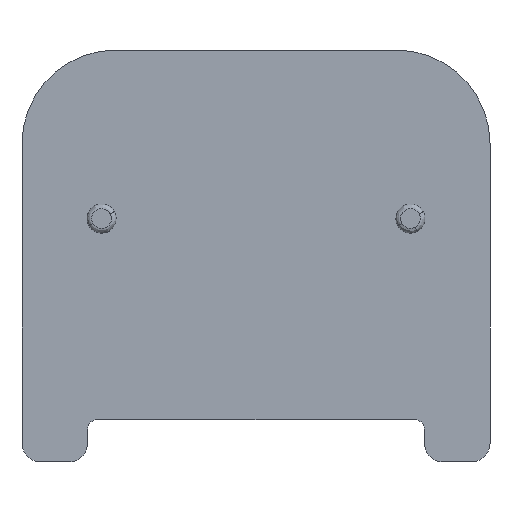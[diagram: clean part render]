
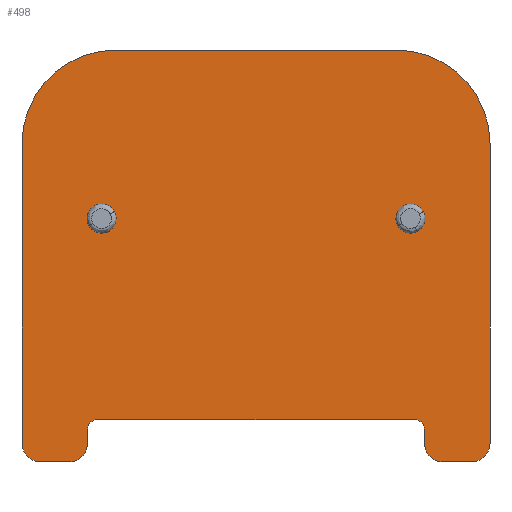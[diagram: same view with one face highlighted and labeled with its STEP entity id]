
A CAD part, left-side view. The second image highlights one B-rep face of the part: STEP entity #498.
In plain terms, the highlighted planar face has unit normal (-1, 0, 0).
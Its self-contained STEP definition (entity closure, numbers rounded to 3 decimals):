
#204=AXIS2_PLACEMENT_3D('Circle Axis2P3D',#202,#203,$) ;
#237=AXIS2_PLACEMENT_3D('Circle Axis2P3D',#235,#236,$) ;
#308=AXIS2_PLACEMENT_3D('Plane Axis2P3D',#305,#306,#307) ;
#312=AXIS2_PLACEMENT_3D('Circle Axis2P3D',#310,#311,$) ;
#328=AXIS2_PLACEMENT_3D('Circle Axis2P3D',#326,#327,$) ;
#342=AXIS2_PLACEMENT_3D('Circle Axis2P3D',#340,#341,$) ;
#356=AXIS2_PLACEMENT_3D('Circle Axis2P3D',#354,#355,$) ;
#370=AXIS2_PLACEMENT_3D('Circle Axis2P3D',#368,#369,$) ;
#384=AXIS2_PLACEMENT_3D('Circle Axis2P3D',#382,#383,$) ;
#398=AXIS2_PLACEMENT_3D('Circle Axis2P3D',#396,#397,$) ;
#412=AXIS2_PLACEMENT_3D('Circle Axis2P3D',#410,#411,$) ;
#202=CARTESIAN_POINT('Axis2P3D Location',(2.5,41.5,26.)) ;
#206=CARTESIAN_POINT('Vertex',(2.5,41.5,27.45)) ;
#208=CARTESIAN_POINT('Vertex',(2.5,41.5,24.55)) ;
#235=CARTESIAN_POINT('Axis2P3D Location',(2.5,41.5,26.)) ;
#305=CARTESIAN_POINT('Axis2P3D Location',(2.5,25.,4.5)) ;
#310=CARTESIAN_POINT('Axis2P3D Location',(2.5,8.,3.5)) ;
#314=CARTESIAN_POINT('Vertex',(2.5,8.,4.5)) ;
#316=CARTESIAN_POINT('Vertex',(2.5,7.,3.5)) ;
#319=CARTESIAN_POINT('Line Origine',(2.5,7.,2.75)) ;
#323=CARTESIAN_POINT('Vertex',(2.5,7.,2.)) ;
#326=CARTESIAN_POINT('Axis2P3D Location',(2.5,5.,2.)) ;
#330=CARTESIAN_POINT('Vertex',(2.5,5.,0.)) ;
#333=CARTESIAN_POINT('Line Origine',(2.5,3.5,0.)) ;
#337=CARTESIAN_POINT('Vertex',(2.5,2.,0.)) ;
#340=CARTESIAN_POINT('Axis2P3D Location',(2.5,2.,2.)) ;
#344=CARTESIAN_POINT('Vertex',(2.5,0.,2.)) ;
#347=CARTESIAN_POINT('Line Origine',(2.5,0.,18.)) ;
#351=CARTESIAN_POINT('Vertex',(2.5,0.,34.)) ;
#354=CARTESIAN_POINT('Axis2P3D Location',(2.5,10.,34.)) ;
#358=CARTESIAN_POINT('Vertex',(2.5,10.,44.)) ;
#361=CARTESIAN_POINT('Line Origine',(2.5,25.,44.)) ;
#365=CARTESIAN_POINT('Vertex',(2.5,40.,44.)) ;
#368=CARTESIAN_POINT('Axis2P3D Location',(2.5,40.,34.)) ;
#372=CARTESIAN_POINT('Vertex',(2.5,50.,34.)) ;
#375=CARTESIAN_POINT('Line Origine',(2.5,50.,18.)) ;
#379=CARTESIAN_POINT('Vertex',(2.5,50.,2.)) ;
#382=CARTESIAN_POINT('Axis2P3D Location',(2.5,48.,2.)) ;
#386=CARTESIAN_POINT('Vertex',(2.5,48.,0.)) ;
#389=CARTESIAN_POINT('Line Origine',(2.5,46.5,0.)) ;
#393=CARTESIAN_POINT('Vertex',(2.5,45.,0.)) ;
#396=CARTESIAN_POINT('Axis2P3D Location',(2.5,45.,2.)) ;
#400=CARTESIAN_POINT('Vertex',(2.5,43.,2.)) ;
#403=CARTESIAN_POINT('Line Origine',(2.5,43.,2.75)) ;
#407=CARTESIAN_POINT('Vertex',(2.5,43.,3.5)) ;
#410=CARTESIAN_POINT('Axis2P3D Location',(2.5,42.,3.5)) ;
#414=CARTESIAN_POINT('Vertex',(2.5,42.,4.5)) ;
#417=CARTESIAN_POINT('Line Origine',(2.5,25.,4.5)) ;
#445=CARTESIAN_POINT('Control Point',(2.5,8.5,27.45)) ;
#446=CARTESIAN_POINT('Control Point',(2.5,8.677,27.45)) ;
#447=CARTESIAN_POINT('Control Point',(2.5,8.854,27.423)) ;
#448=CARTESIAN_POINT('Control Point',(2.5,9.025,27.369)) ;
#449=CARTESIAN_POINT('Control Point',(2.5,9.346,27.21)) ;
#450=CARTESIAN_POINT('Control Point',(2.5,9.606,26.963)) ;
#451=CARTESIAN_POINT('Control Point',(2.5,9.715,26.821)) ;
#452=CARTESIAN_POINT('Control Point',(2.5,9.887,26.507)) ;
#453=CARTESIAN_POINT('Control Point',(2.5,9.958,26.156)) ;
#454=CARTESIAN_POINT('Control Point',(2.5,9.966,25.976)) ;
#455=CARTESIAN_POINT('Control Point',(2.5,9.927,25.62)) ;
#456=CARTESIAN_POINT('Control Point',(2.5,9.784,25.292)) ;
#457=CARTESIAN_POINT('Control Point',(2.5,9.688,25.14)) ;
#458=CARTESIAN_POINT('Control Point',(2.5,9.452,24.871)) ;
#459=CARTESIAN_POINT('Control Point',(2.5,9.147,24.684)) ;
#460=CARTESIAN_POINT('Control Point',(2.5,8.981,24.615)) ;
#461=CARTESIAN_POINT('Control Point',(2.5,8.781,24.566)) ;
#462=CARTESIAN_POINT('Control Point',(2.5,8.579,24.552)) ;
#463=CARTESIAN_POINT('Control Point',(2.5,8.552,24.551)) ;
#464=CARTESIAN_POINT('Control Point',(2.5,8.526,24.55)) ;
#465=CARTESIAN_POINT('Control Point',(2.5,8.5,24.55)) ;
#466=CARTESIAN_POINT('Vertex',(2.5,8.5,27.45)) ;
#468=CARTESIAN_POINT('Vertex',(2.5,8.5,24.55)) ;
#472=CARTESIAN_POINT('Control Point',(2.5,8.5,24.55)) ;
#473=CARTESIAN_POINT('Control Point',(2.5,8.323,24.55)) ;
#474=CARTESIAN_POINT('Control Point',(2.5,8.146,24.577)) ;
#475=CARTESIAN_POINT('Control Point',(2.5,7.975,24.631)) ;
#476=CARTESIAN_POINT('Control Point',(2.5,7.654,24.79)) ;
#477=CARTESIAN_POINT('Control Point',(2.5,7.394,25.037)) ;
#478=CARTESIAN_POINT('Control Point',(2.5,7.285,25.179)) ;
#479=CARTESIAN_POINT('Control Point',(2.5,7.113,25.493)) ;
#480=CARTESIAN_POINT('Control Point',(2.5,7.042,25.844)) ;
#481=CARTESIAN_POINT('Control Point',(2.5,7.034,26.024)) ;
#482=CARTESIAN_POINT('Control Point',(2.5,7.073,26.38)) ;
#483=CARTESIAN_POINT('Control Point',(2.5,7.216,26.708)) ;
#484=CARTESIAN_POINT('Control Point',(2.5,7.312,26.86)) ;
#485=CARTESIAN_POINT('Control Point',(2.5,7.548,27.129)) ;
#486=CARTESIAN_POINT('Control Point',(2.5,7.853,27.316)) ;
#487=CARTESIAN_POINT('Control Point',(2.5,8.019,27.385)) ;
#488=CARTESIAN_POINT('Control Point',(2.5,8.219,27.434)) ;
#489=CARTESIAN_POINT('Control Point',(2.5,8.421,27.448)) ;
#490=CARTESIAN_POINT('Control Point',(2.5,8.448,27.449)) ;
#491=CARTESIAN_POINT('Control Point',(2.5,8.474,27.45)) ;
#492=CARTESIAN_POINT('Control Point',(2.5,8.5,27.45)) ;
#203=DIRECTION('Axis2P3D Direction',(-1.,0.,0.)) ;
#236=DIRECTION('Axis2P3D Direction',(-1.,0.,0.)) ;
#306=DIRECTION('Axis2P3D Direction',(1.,0.,0.)) ;
#307=DIRECTION('Axis2P3D XDirection',(0.,1.,0.)) ;
#311=DIRECTION('Axis2P3D Direction',(1.,0.,0.)) ;
#320=DIRECTION('Vector Direction',(0.,0.,-1.)) ;
#327=DIRECTION('Axis2P3D Direction',(1.,0.,0.)) ;
#334=DIRECTION('Vector Direction',(0.,1.,0.)) ;
#341=DIRECTION('Axis2P3D Direction',(1.,0.,0.)) ;
#348=DIRECTION('Vector Direction',(0.,0.,-1.)) ;
#355=DIRECTION('Axis2P3D Direction',(1.,0.,0.)) ;
#362=DIRECTION('Vector Direction',(0.,1.,0.)) ;
#369=DIRECTION('Axis2P3D Direction',(1.,0.,0.)) ;
#376=DIRECTION('Vector Direction',(0.,0.,-1.)) ;
#383=DIRECTION('Axis2P3D Direction',(1.,0.,0.)) ;
#390=DIRECTION('Vector Direction',(0.,1.,0.)) ;
#397=DIRECTION('Axis2P3D Direction',(1.,0.,0.)) ;
#404=DIRECTION('Vector Direction',(0.,0.,-1.)) ;
#411=DIRECTION('Axis2P3D Direction',(1.,0.,0.)) ;
#418=DIRECTION('Vector Direction',(0.,1.,0.)) ;
#321=VECTOR('Line Direction',#320,1.) ;
#335=VECTOR('Line Direction',#334,1.) ;
#349=VECTOR('Line Direction',#348,1.) ;
#363=VECTOR('Line Direction',#362,1.) ;
#377=VECTOR('Line Direction',#376,1.) ;
#391=VECTOR('Line Direction',#390,1.) ;
#405=VECTOR('Line Direction',#404,1.) ;
#419=VECTOR('Line Direction',#418,1.) ;
#423=ORIENTED_EDGE('',*,*,#318,.T.) ;
#424=ORIENTED_EDGE('',*,*,#325,.T.) ;
#425=ORIENTED_EDGE('',*,*,#332,.F.) ;
#426=ORIENTED_EDGE('',*,*,#339,.F.) ;
#427=ORIENTED_EDGE('',*,*,#346,.F.) ;
#428=ORIENTED_EDGE('',*,*,#353,.F.) ;
#429=ORIENTED_EDGE('',*,*,#360,.F.) ;
#430=ORIENTED_EDGE('',*,*,#367,.T.) ;
#431=ORIENTED_EDGE('',*,*,#374,.F.) ;
#432=ORIENTED_EDGE('',*,*,#381,.T.) ;
#433=ORIENTED_EDGE('',*,*,#388,.F.) ;
#434=ORIENTED_EDGE('',*,*,#395,.F.) ;
#435=ORIENTED_EDGE('',*,*,#402,.F.) ;
#436=ORIENTED_EDGE('',*,*,#409,.F.) ;
#437=ORIENTED_EDGE('',*,*,#416,.T.) ;
#438=ORIENTED_EDGE('',*,*,#421,.F.) ;
#441=ORIENTED_EDGE('',*,*,#210,.F.) ;
#442=ORIENTED_EDGE('',*,*,#239,.F.) ;
#495=ORIENTED_EDGE('',*,*,#470,.F.) ;
#496=ORIENTED_EDGE('',*,*,#493,.F.) ;
#443=FACE_BOUND('',#440,.T.) ;
#497=FACE_BOUND('',#494,.T.) ;
#498=ADVANCED_FACE('K\X2\00F6\X0\rper.2 ( *SOL1 - wsp *MASTER -  )',(#439,#443,#497),#309,.F.) ;
#444=B_SPLINE_CURVE_WITH_KNOTS('',5,(#445,#446,#447,#448,#449,#450,#451,#452,#453,#454,#455,#456,#457,#458,#459,#460,#461,#462,#463,#464,#465),.UNSPECIFIED.,.F.,.U.,(6,3,3,3,3,3,6),(0.,1.251,2.503,3.754,5.005,6.257,6.442),.UNSPECIFIED.) ;
#471=B_SPLINE_CURVE_WITH_KNOTS('',5,(#472,#473,#474,#475,#476,#477,#478,#479,#480,#481,#482,#483,#484,#485,#486,#487,#488,#489,#490,#491,#492),.UNSPECIFIED.,.F.,.U.,(6,3,3,3,3,3,6),(0.,1.251,2.503,3.754,5.005,6.257,6.442),.UNSPECIFIED.) ;
#205=CIRCLE('generated circle',#204,1.45) ;
#238=CIRCLE('generated circle',#237,1.45) ;
#313=CIRCLE('generated circle',#312,1.) ;
#329=CIRCLE('generated circle',#328,2.) ;
#343=CIRCLE('generated circle',#342,2.) ;
#357=CIRCLE('generated circle',#356,10.) ;
#371=CIRCLE('generated circle',#370,10.) ;
#385=CIRCLE('generated circle',#384,2.) ;
#399=CIRCLE('generated circle',#398,2.) ;
#413=CIRCLE('generated circle',#412,1.) ;
#210=EDGE_CURVE('',#207,#209,#205,.T.) ;
#239=EDGE_CURVE('',#209,#207,#238,.T.) ;
#318=EDGE_CURVE('',#315,#317,#313,.T.) ;
#325=EDGE_CURVE('',#317,#324,#322,.T.) ;
#332=EDGE_CURVE('',#331,#324,#329,.T.) ;
#339=EDGE_CURVE('',#338,#331,#336,.T.) ;
#346=EDGE_CURVE('',#345,#338,#343,.T.) ;
#353=EDGE_CURVE('',#352,#345,#350,.T.) ;
#360=EDGE_CURVE('',#359,#352,#357,.T.) ;
#367=EDGE_CURVE('',#359,#366,#364,.T.) ;
#374=EDGE_CURVE('',#373,#366,#371,.T.) ;
#381=EDGE_CURVE('',#373,#380,#378,.T.) ;
#388=EDGE_CURVE('',#387,#380,#385,.T.) ;
#395=EDGE_CURVE('',#394,#387,#392,.T.) ;
#402=EDGE_CURVE('',#401,#394,#399,.T.) ;
#409=EDGE_CURVE('',#408,#401,#406,.T.) ;
#416=EDGE_CURVE('',#408,#415,#413,.T.) ;
#421=EDGE_CURVE('',#315,#415,#420,.T.) ;
#470=EDGE_CURVE('',#467,#469,#444,.T.) ;
#493=EDGE_CURVE('',#469,#467,#471,.T.) ;
#422=EDGE_LOOP('',(#423,#424,#425,#426,#427,#428,#429,#430,#431,#432,#433,#434,#435,#436,#437,#438)) ;
#440=EDGE_LOOP('',(#441,#442)) ;
#494=EDGE_LOOP('',(#495,#496)) ;
#439=FACE_OUTER_BOUND('',#422,.T.) ;
#322=LINE('Line',#319,#321) ;
#336=LINE('Line',#333,#335) ;
#350=LINE('Line',#347,#349) ;
#364=LINE('Line',#361,#363) ;
#378=LINE('Line',#375,#377) ;
#392=LINE('Line',#389,#391) ;
#406=LINE('Line',#403,#405) ;
#420=LINE('Line',#417,#419) ;
#309=PLANE('',#308) ;
#207=VERTEX_POINT('',#206) ;
#209=VERTEX_POINT('',#208) ;
#315=VERTEX_POINT('',#314) ;
#317=VERTEX_POINT('',#316) ;
#324=VERTEX_POINT('',#323) ;
#331=VERTEX_POINT('',#330) ;
#338=VERTEX_POINT('',#337) ;
#345=VERTEX_POINT('',#344) ;
#352=VERTEX_POINT('',#351) ;
#359=VERTEX_POINT('',#358) ;
#366=VERTEX_POINT('',#365) ;
#373=VERTEX_POINT('',#372) ;
#380=VERTEX_POINT('',#379) ;
#387=VERTEX_POINT('',#386) ;
#394=VERTEX_POINT('',#393) ;
#401=VERTEX_POINT('',#400) ;
#408=VERTEX_POINT('',#407) ;
#415=VERTEX_POINT('',#414) ;
#467=VERTEX_POINT('',#466) ;
#469=VERTEX_POINT('',#468) ;
